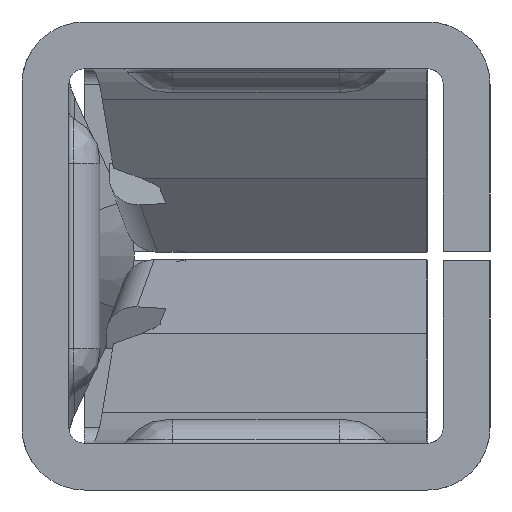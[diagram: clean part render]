
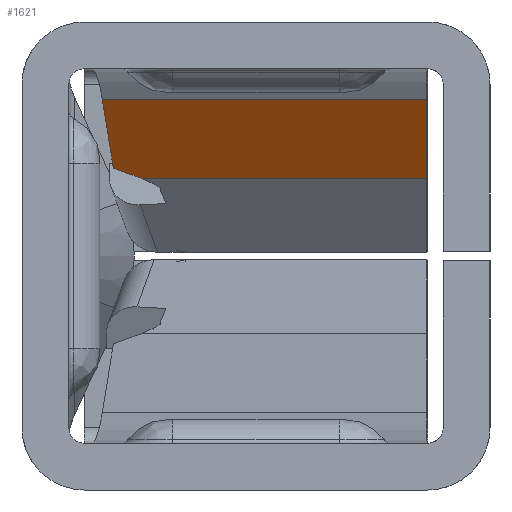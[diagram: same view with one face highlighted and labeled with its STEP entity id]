
A CAD part, left-side view. The second image highlights one B-rep face of the part: STEP entity #1621.
In plain terms, the highlighted face is planar.
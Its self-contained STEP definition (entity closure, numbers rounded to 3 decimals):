
#134 = CARTESIAN_POINT ( 'NONE',  ( 0.498, -1.096, -4.595 ) ) ;
#212 = CARTESIAN_POINT ( 'NONE',  ( 0.498, 0.736, -4.595 ) ) ;
#215 = VECTOR ( 'NONE', #3169, 1000. ) ;
#410 = AXIS2_PLACEMENT_3D ( 'NONE', #1503, #4275, #1096 ) ;
#462 = CARTESIAN_POINT ( 'NONE',  ( 0.498, 0.736, -4.595 ) ) ;
#500 = VECTOR ( 'NONE', #1974, 1000. ) ;
#534 = CARTESIAN_POINT ( 'NONE',  ( 0.563, 0.914, -4.393 ) ) ;
#588 = FACE_OUTER_BOUND ( 'NONE', #4086, .T. ) ;
#729 = VERTEX_POINT ( 'NONE', #534 ) ;
#852 = LINE ( 'NONE', #462, #215 ) ;
#1063 = VERTEX_POINT ( 'NONE', #212 ) ;
#1096 = DIRECTION ( 'NONE',  ( 0., 1., 0. ) ) ;
#1195 = VECTOR ( 'NONE', #4678, 1000. ) ;
#1234 = DIRECTION ( 'NONE',  ( 0.309, 0.05, 0.95 ) ) ;
#1342 = DIRECTION ( 'NONE',  ( 0., 1., 0. ) ) ;
#1368 = LINE ( 'NONE', #1821, #5319 ) ;
#1503 = CARTESIAN_POINT ( 'NONE',  ( 0.498, -1.096, -4.595 ) ) ;
#1621 = ADVANCED_FACE ( 'NONE', ( #588 ), #5224, .T. ) ;
#1821 = CARTESIAN_POINT ( 'NONE',  ( 1.004, -1.096, -3.037 ) ) ;
#1881 = EDGE_CURVE ( 'NONE', #3568, #3889, #1368, .T. ) ;
#1932 = EDGE_CURVE ( 'NONE', #1063, #729, #852, .T. ) ;
#1974 = DIRECTION ( 'NONE',  ( 0.309, 0., 0.951 ) ) ;
#2158 = ORIENTED_EDGE ( 'NONE', *, *, #1932, .F. ) ;
#2355 = VECTOR ( 'NONE', #1234, 1000. ) ;
#2423 = LINE ( 'NONE', #3677, #1195 ) ;
#2513 = ORIENTED_EDGE ( 'NONE', *, *, #1881, .T. ) ;
#2894 = LINE ( 'NONE', #134, #500 ) ;
#3169 = DIRECTION ( 'NONE',  ( 0.236, 0.645, 0.727 ) ) ;
#3568 = VERTEX_POINT ( 'NONE', #4453 ) ;
#3677 = CARTESIAN_POINT ( 'NONE',  ( 0.498, -1.096, -4.595 ) ) ;
#3844 = CARTESIAN_POINT ( 'NONE',  ( 1.004, 0.985, -3.037 ) ) ;
#3868 = EDGE_CURVE ( 'NONE', #5446, #3568, #2894, .T. ) ;
#3889 = VERTEX_POINT ( 'NONE', #3844 ) ;
#4010 = LINE ( 'NONE', #5724, #2355 ) ;
#4072 = CARTESIAN_POINT ( 'NONE',  ( 0.498, -1.096, -4.595 ) ) ;
#4086 = EDGE_LOOP ( 'NONE', ( #5413, #4934, #2513, #4558, #2158 ) ) ;
#4275 = DIRECTION ( 'NONE',  ( -0.951, 0., 0.309 ) ) ;
#4453 = CARTESIAN_POINT ( 'NONE',  ( 1.004, -1.096, -3.037 ) ) ;
#4558 = ORIENTED_EDGE ( 'NONE', *, *, #5037, .F. ) ;
#4678 = DIRECTION ( 'NONE',  ( 0., 1., 0. ) ) ;
#4934 = ORIENTED_EDGE ( 'NONE', *, *, #3868, .T. ) ;
#5037 = EDGE_CURVE ( 'NONE', #729, #3889, #4010, .T. ) ;
#5224 = PLANE ( 'NONE',  #410 ) ;
#5227 = EDGE_CURVE ( 'NONE', #5446, #1063, #2423, .T. ) ;
#5319 = VECTOR ( 'NONE', #1342, 1000. ) ;
#5413 = ORIENTED_EDGE ( 'NONE', *, *, #5227, .F. ) ;
#5446 = VERTEX_POINT ( 'NONE', #4072 ) ;
#5724 = CARTESIAN_POINT ( 'NONE',  ( 0.563, 0.914, -4.393 ) ) ;
